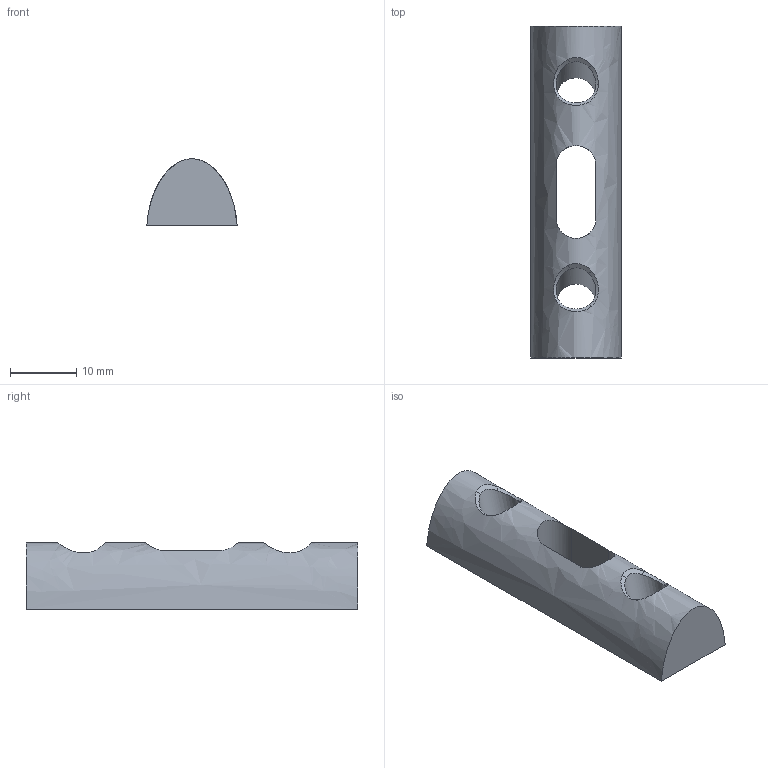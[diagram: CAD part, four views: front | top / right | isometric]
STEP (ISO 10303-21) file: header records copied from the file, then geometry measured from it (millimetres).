
FILE_DESCRIPTION(/* description */ (''),/* implementation_level */ '2;1');
FILE_NAME(/* name */ 'spacer Greg ecrou prisonier filetage v8.step',/* time_stamp */ '2023-04-12T15:27:31+02:00',/* author */ (''),/* organization */ (''),/* preprocessor_version */ 'ST-DEVELOPER v19.2',/* originating_system */ 'Autodesk Translation Framework v11.17.0.187',/* authorisation */ '');
FILE_SCHEMA (('AUTOMOTIVE_DESIGN { 1 0 10303 214 3 1 1 }'));
Length unit declared in the file: millimetre
Products named in the file (1): spacer Greg ecrou prisonier filetage
Bounding box: 13.61 x 50 x 10 mm (x, y, z)
Volume: 3763 mm3; surface area: 2633.8 mm2
Topology: 1 solids, 1 shells, 25 faces, 64 edges, 42 vertices
Faces by surface type: bspline 13, plane 6, cylinder 5, cone 1
Full cylindrical faces by diameter (mm): 5 x1, 6 x1
Entity records: 1480 total; most frequent: CARTESIAN_POINT 941, ORIENTED_EDGE 128, EDGE_CURVE 64, DIRECTION 54, VERTEX_POINT 42, B_SPLINE_CURVE_WITH_KNOTS 41, EDGE_LOOP 32, FACE_OUTER_BOUND 25
